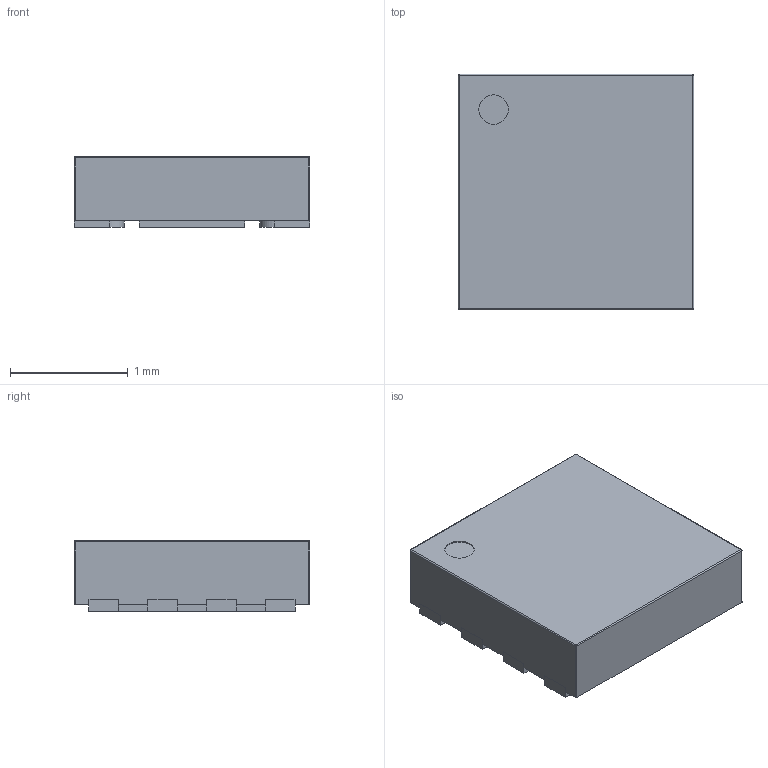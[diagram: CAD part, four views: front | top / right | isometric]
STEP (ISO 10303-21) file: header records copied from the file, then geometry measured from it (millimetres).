
FILE_DESCRIPTION(/* description */ (''),/* implementation_level */ '2;1');
FILE_NAME(/* name */ 'STM - DFN-8 - AMS00019_V1.step',/* time_stamp */ '2019-12-04T17:34:25+00:00',/* author */ (''),/* organization */ (''),/* preprocessor_version */ 'ST-DEVELOPER v18',/* originating_system */ 'Autodesk Translation Framework v8.12.0.6',/* authorisation */ '');
FILE_SCHEMA (('AUTOMOTIVE_DESIGN { 1 0 10303 214 3 1 1 }'));
Length unit declared in the file: millimetre
Products named in the file (1): STM - DFN-8 - AMS00019_V1
Bounding box: 2 x 2 x 0.6 mm (x, y, z)
Volume: 2.3 mm3; surface area: 13.1 mm2
Topology: 1 solids, 1 shells, 76 faces, 202 edges, 130 vertices
Faces by surface type: plane 54, cylinder 18, sphere 4
Full cylindrical faces by diameter (mm): 0.25 x1
Entity records: 2403 total; most frequent: CARTESIAN_POINT 409, ORIENTED_EDGE 404, DIRECTION 392, EDGE_CURVE 202, LINE 166, VECTOR 166, VERTEX_POINT 130, AXIS2_PLACEMENT_3D 113
